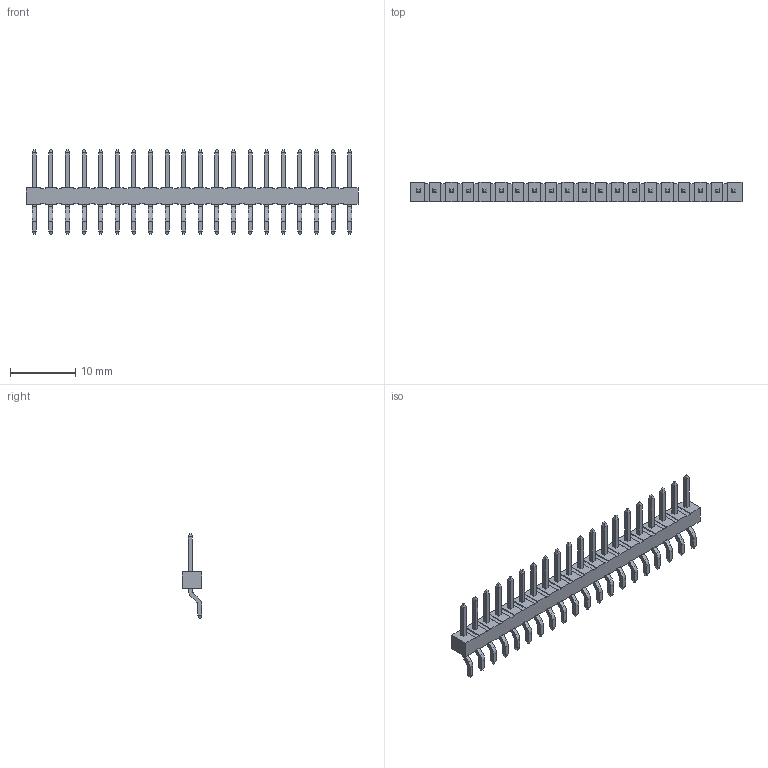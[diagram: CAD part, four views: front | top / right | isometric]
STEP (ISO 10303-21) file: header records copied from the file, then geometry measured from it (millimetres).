
FILE_DESCRIPTION( ( 'STEP AP214' ), '1' );
FILE_NAME( 'TSM-120-01-L-SH.stp', '2021-01-23T15:58:35', ( 'License CC BY-ND 4.0' ), ( 'CADENAS' ), ' ', 'PARTsolutions', ' ' );
FILE_SCHEMA( ( 'AUTOMOTIVE_DESIGN { 1 0 10303 214 1 1 1 1 }' ) );
Length unit declared in the file: inch
Products named in the file (3): TSM-120-01-L-SH; _TSM-120-01-SH_body; _T-1S6-08(-01-20-SH)
Assembly tree (2 placements, depth 2):
  TSM-120-01-L-SH
    _TSM-120-01-SH_body
    _T-1S6-08(-01-20-SH)
Bounding box: 50.8 x 3.05 x 12.95 mm (x, y, z)
Volume: 463 mm3; surface area: 1466.9 mm2
Topology: 2 solids, 2 shells, 716 faces, 1976 edges, 1264 vertices
Faces by surface type: plane 636, cylinder 80
Entity records: 28122 total; most frequent: CARTESIAN_POINT 3959, ORIENTED_EDGE 3952, DIRECTION 3574, EDGE_CURVE 1976, LINE 1816, VECTOR 1816, VERTEX_POINT 1264, AXIS2_PLACEMENT_3D 879
